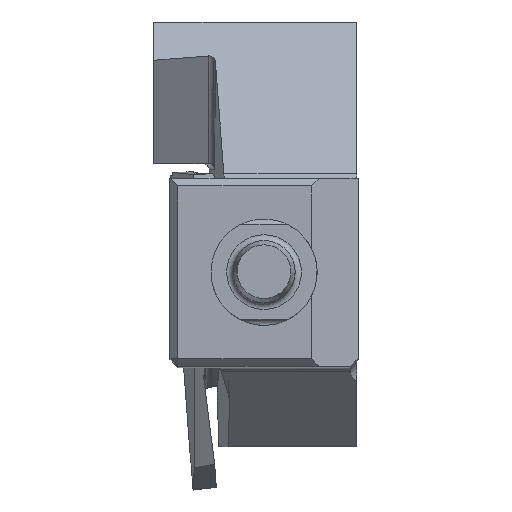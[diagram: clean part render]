
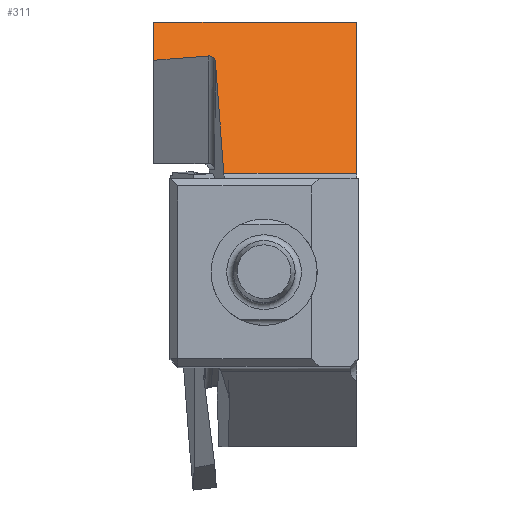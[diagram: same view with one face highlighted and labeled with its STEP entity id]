
A CAD part, top view. The second image highlights one B-rep face of the part: STEP entity #311.
In plain terms, the highlighted planar face has unit normal (0, 0.5, 0.866).
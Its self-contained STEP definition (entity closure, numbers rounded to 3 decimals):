
#311=ADVANCED_FACE('',(#533),#459,.T.);
#459=PLANE('',#2732);
#533=FACE_OUTER_BOUND('',#676,.T.);
#676=EDGE_LOOP('',(#918,#919,#920,#921,#922,#923,#924));
#826=ELLIPSE('',#2731,0.462,0.4);
#918=ORIENTED_EDGE('',*,*,#1897,.F.);
#919=ORIENTED_EDGE('',*,*,#1898,.F.);
#920=ORIENTED_EDGE('',*,*,#1899,.T.);
#921=ORIENTED_EDGE('',*,*,#1900,.T.);
#922=ORIENTED_EDGE('',*,*,#1901,.F.);
#923=ORIENTED_EDGE('',*,*,#1902,.T.);
#924=ORIENTED_EDGE('',*,*,#1903,.T.);
#1656=VERTEX_POINT('',#3746);
#1657=VERTEX_POINT('',#3747);
#1658=VERTEX_POINT('',#3749);
#1659=VERTEX_POINT('',#3751);
#1660=VERTEX_POINT('',#3753);
#1661=VERTEX_POINT('',#3755);
#1662=VERTEX_POINT('',#3757);
#1897=EDGE_CURVE('',#1656,#1657,#2268,.T.);
#1898=EDGE_CURVE('',#1658,#1656,#2269,.T.);
#1899=EDGE_CURVE('',#1658,#1659,#2270,.T.);
#1900=EDGE_CURVE('',#1659,#1660,#2271,.T.);
#1901=EDGE_CURVE('',#1661,#1660,#826,.T.);
#1902=EDGE_CURVE('',#1661,#1662,#2272,.T.);
#1903=EDGE_CURVE('',#1662,#1657,#2273,.T.);
#2268=LINE('',#3745,#2475);
#2269=LINE('',#3748,#2476);
#2270=LINE('',#3750,#2477);
#2271=LINE('',#3752,#2478);
#2272=LINE('',#3756,#2479);
#2273=LINE('',#3758,#2480);
#2475=VECTOR('',#3026,1.);
#2476=VECTOR('',#3027,1.);
#2477=VECTOR('',#3028,1.);
#2478=VECTOR('',#3029,1.);
#2479=VECTOR('',#3032,1.);
#2480=VECTOR('',#3033,1.);
#2731=AXIS2_PLACEMENT_3D('',#3754,#3030,#3031);
#2732=AXIS2_PLACEMENT_3D('',#3759,#3034,#3035);
#3026=DIRECTION('',(0.,-0.866,0.5));
#3027=DIRECTION('',(1.,0.,0.));
#3028=DIRECTION('',(0.,-0.866,0.5));
#3029=DIRECTION('',(0.996,0.078,-0.045));
#3030=DIRECTION('',(0.,0.5,0.866));
#3031=DIRECTION('',(-0.009,-0.866,0.5));
#3032=DIRECTION('',(0.065,-0.864,0.499));
#3033=DIRECTION('',(1.,0.,0.));
#3034=DIRECTION('',(0.,0.5,0.866));
#3035=DIRECTION('',(0.,0.866,-0.5));
#3745=CARTESIAN_POINT('',(11.875,22.,-55.788));
#3746=CARTESIAN_POINT('',(11.875,22.,-55.788));
#3747=CARTESIAN_POINT('',(11.875,12.375,-50.231));
#3748=CARTESIAN_POINT('',(-1.025,22.,-55.788));
#3749=CARTESIAN_POINT('',(-1.025,22.,-55.788));
#3750=CARTESIAN_POINT('',(-1.025,22.,-55.788));
#3751=CARTESIAN_POINT('',(-1.025,19.564,-54.382));
#3752=CARTESIAN_POINT('',(-0.773,19.584,-54.393));
#3753=CARTESIAN_POINT('',(2.463,19.837,-54.539));
#3754=CARTESIAN_POINT('',(2.493,19.438,-54.309));
#3755=CARTESIAN_POINT('',(2.892,19.469,-54.327));
#3756=CARTESIAN_POINT('',(2.686,22.21,-55.909));
#3757=CARTESIAN_POINT('',(3.426,12.375,-50.231));
#3758=CARTESIAN_POINT('',(11.975,12.375,-50.231));
#3759=CARTESIAN_POINT('',(-1.025,22.,-55.788));
